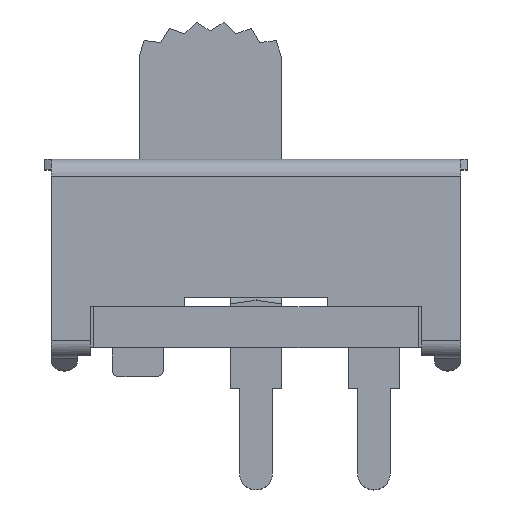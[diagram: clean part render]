
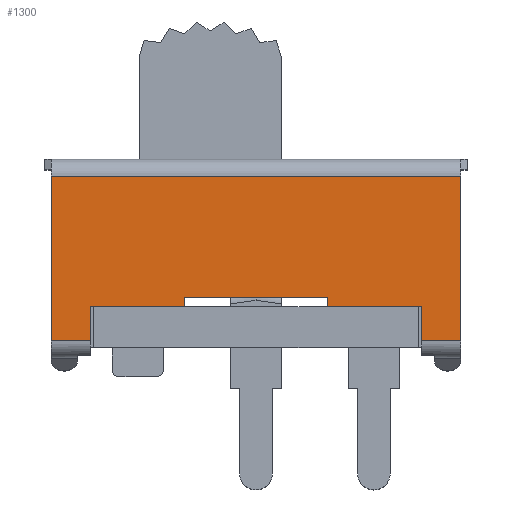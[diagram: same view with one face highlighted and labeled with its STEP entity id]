
A CAD part, top view. The second image highlights one B-rep face of the part: STEP entity #1300.
In plain terms, the highlighted planar face has unit normal (0, 0, 1).
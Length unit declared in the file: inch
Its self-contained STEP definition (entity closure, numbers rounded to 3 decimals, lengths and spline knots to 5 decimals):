
#1006=CARTESIAN_POINT('',(0.314,0.16464,-0.00946));
#1007=VERTEX_POINT('',#1006);
#1015=CARTESIAN_POINT('',(0.254,0.16464,-0.00946));
#1016=VERTEX_POINT('',#1015);
#1017=CARTESIAN_POINT('',(0.314,0.16464,-0.00946));
#1018=DIRECTION('',(-1.0,0.0,0.0));
#1019=VECTOR('',#1018,0.06);
#1020=LINE('',#1017,#1019);
#1021=EDGE_CURVE('',#1007,#1016,#1020,.T.);
#1188=CARTESIAN_POINT('',(0.254,0.21664,-0.00946));
#1189=VERTEX_POINT('',#1188);
#1190=CARTESIAN_POINT('',(0.254,0.16464,-0.00946));
#1191=DIRECTION('',(0.0,1.0,0.0));
#1192=VECTOR('',#1191,0.052);
#1193=LINE('',#1190,#1192);
#1194=EDGE_CURVE('',#1016,#1189,#1193,.T.);
#1213=CARTESIAN_POINT('',(0.,0.32464,-0.00946));
#1214=DIRECTION('',(0.0,0.0,1.0));
#1215=DIRECTION('',(1.0,0.0,0.0));
#1216=AXIS2_PLACEMENT_3D('',#1213,#1214,#1215);
#1217=PLANE('',#1216);
#1218=ORIENTED_EDGE('',*,*,#1021,.F.);
#1219=CARTESIAN_POINT('',(0.314,0.41693,-0.00946));
#1220=VERTEX_POINT('',#1219);
#1221=CARTESIAN_POINT('',(0.314,0.16464,-0.00946));
#1222=DIRECTION('',(0.0,1.0,0.0));
#1223=VECTOR('',#1222,0.25229);
#1224=LINE('',#1221,#1223);
#1225=EDGE_CURVE('',#1007,#1220,#1224,.T.);
#1226=ORIENTED_EDGE('',*,*,#1225,.T.);
#1227=CARTESIAN_POINT('',(-0.314,0.41693,-0.00946));
#1228=VERTEX_POINT('',#1227);
#1229=CARTESIAN_POINT('',(0.314,0.41693,-0.00946));
#1230=DIRECTION('',(-1.0,0.0,0.0));
#1231=VECTOR('',#1230,0.628);
#1232=LINE('',#1229,#1231);
#1233=EDGE_CURVE('',#1220,#1228,#1232,.T.);
#1234=ORIENTED_EDGE('',*,*,#1233,.T.);
#1235=CARTESIAN_POINT('',(-0.314,0.16464,-0.00946));
#1236=VERTEX_POINT('',#1235);
#1237=CARTESIAN_POINT('',(-0.314,0.41693,-0.00946));
#1238=DIRECTION('',(0.0,-1.0,0.0));
#1239=VECTOR('',#1238,0.25229);
#1240=LINE('',#1237,#1239);
#1241=EDGE_CURVE('',#1228,#1236,#1240,.T.);
#1242=ORIENTED_EDGE('',*,*,#1241,.T.);
#1243=CARTESIAN_POINT('',(-0.254,0.16464,-0.00946));
#1244=VERTEX_POINT('',#1243);
#1245=CARTESIAN_POINT('',(-0.254,0.16464,-0.00946));
#1246=DIRECTION('',(-1.0,0.0,0.0));
#1247=VECTOR('',#1246,0.06);
#1248=LINE('',#1245,#1247);
#1249=EDGE_CURVE('',#1244,#1236,#1248,.T.);
#1250=ORIENTED_EDGE('',*,*,#1249,.F.);
#1251=CARTESIAN_POINT('',(-0.254,0.21664,-0.00946));
#1252=VERTEX_POINT('',#1251);
#1253=CARTESIAN_POINT('',(-0.254,0.16464,-0.00946));
#1254=DIRECTION('',(0.0,1.0,0.0));
#1255=VECTOR('',#1254,0.052);
#1256=LINE('',#1253,#1255);
#1257=EDGE_CURVE('',#1244,#1252,#1256,.T.);
#1258=ORIENTED_EDGE('',*,*,#1257,.T.);
#1259=CARTESIAN_POINT('',(-0.11,0.21664,-0.00946));
#1260=VERTEX_POINT('',#1259);
#1261=CARTESIAN_POINT('',(-0.254,0.21664,-0.00946));
#1262=DIRECTION('',(1.0,0.0,0.0));
#1263=VECTOR('',#1262,0.144);
#1264=LINE('',#1261,#1263);
#1265=EDGE_CURVE('',#1252,#1260,#1264,.T.);
#1266=ORIENTED_EDGE('',*,*,#1265,.T.);
#1267=CARTESIAN_POINT('',(-0.11,0.23164,-0.00946));
#1268=VERTEX_POINT('',#1267);
#1269=CARTESIAN_POINT('',(-0.11,0.21664,-0.00946));
#1270=DIRECTION('',(0.0,1.0,0.0));
#1271=VECTOR('',#1270,0.015);
#1272=LINE('',#1269,#1271);
#1273=EDGE_CURVE('',#1260,#1268,#1272,.T.);
#1274=ORIENTED_EDGE('',*,*,#1273,.T.);
#1275=CARTESIAN_POINT('',(0.11,0.23164,-0.00946));
#1276=VERTEX_POINT('',#1275);
#1277=CARTESIAN_POINT('',(-0.11,0.23164,-0.00946));
#1278=DIRECTION('',(1.0,0.0,0.0));
#1279=VECTOR('',#1278,0.22);
#1280=LINE('',#1277,#1279);
#1281=EDGE_CURVE('',#1268,#1276,#1280,.T.);
#1282=ORIENTED_EDGE('',*,*,#1281,.T.);
#1283=CARTESIAN_POINT('',(0.11,0.21664,-0.00946));
#1284=VERTEX_POINT('',#1283);
#1285=CARTESIAN_POINT('',(0.11,0.23164,-0.00946));
#1286=DIRECTION('',(0.0,-1.0,0.0));
#1287=VECTOR('',#1286,0.015);
#1288=LINE('',#1285,#1287);
#1289=EDGE_CURVE('',#1276,#1284,#1288,.T.);
#1290=ORIENTED_EDGE('',*,*,#1289,.T.);
#1291=CARTESIAN_POINT('',(0.11,0.21664,-0.00946));
#1292=DIRECTION('',(1.0,0.0,0.0));
#1293=VECTOR('',#1292,0.144);
#1294=LINE('',#1291,#1293);
#1295=EDGE_CURVE('',#1284,#1189,#1294,.T.);
#1296=ORIENTED_EDGE('',*,*,#1295,.T.);
#1297=ORIENTED_EDGE('',*,*,#1194,.F.);
#1298=EDGE_LOOP('',(#1218,#1226,#1234,#1242,#1250,#1258,#1266,#1274,#1282,#1290,#1296,#1297));
#1299=FACE_OUTER_BOUND('',#1298,.T.);
#1300=ADVANCED_FACE('',(#1299),#1217,.T.);
